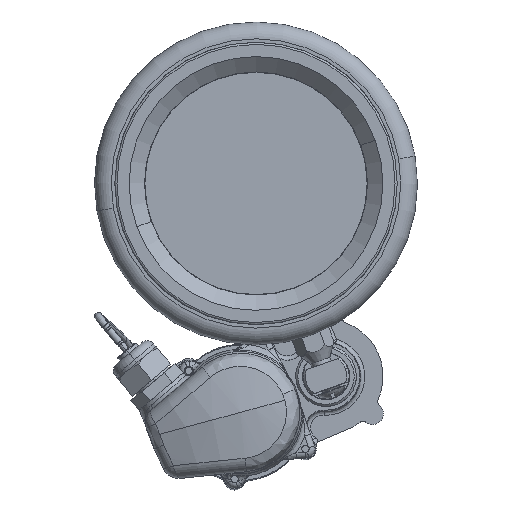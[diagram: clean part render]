
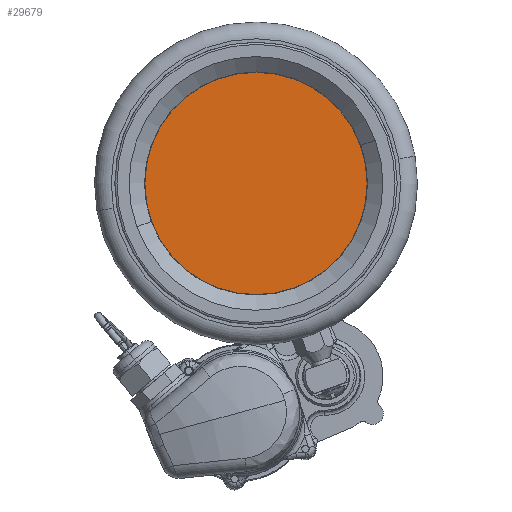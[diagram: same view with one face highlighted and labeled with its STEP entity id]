
A CAD part, top view. The second image highlights one B-rep face of the part: STEP entity #29679.
In plain terms, the highlighted planar face has unit normal (0, 0, 1).
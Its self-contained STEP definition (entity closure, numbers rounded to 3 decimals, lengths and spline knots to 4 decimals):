
#12433 = CARTESIAN_POINT ( 'NONE',  ( -1.6557, 0., 4.6435 ) ) ;
#12436 = CARTESIAN_POINT ( 'NONE',  ( 1.6558, 0., 4.6435 ) ) ;
#29679 = ADVANCED_FACE ( 'NONE', ( #63327 ), #86997, .T. ) ;
#38180 = AXIS2_PLACEMENT_3D ( 'NONE', #53185, #53187, #53189 ) ;
#38184 = AXIS2_PLACEMENT_3D ( 'NONE', #53205, #53207, #53209 ) ;
#46173 = ORIENTED_EDGE ( 'NONE', *, *, #61927, .F. ) ;
#46174 = ORIENTED_EDGE ( 'NONE', *, *, #61931, .F. ) ;
#49954 = CIRCLE ( 'NONE', #38180, 1.6557 ) ;
#49966 = CIRCLE ( 'NONE', #38184, 1.6557 ) ;
#51193 = VERTEX_POINT ( 'NONE', #12433 ) ;
#51199 = VERTEX_POINT ( 'NONE', #12436 ) ;
#53185 = CARTESIAN_POINT ( 'NONE',  ( 0., 0., 4.6435 ) ) ;
#53187 = DIRECTION ( 'NONE',  ( 0., 0., -1. ) ) ;
#53189 = DIRECTION ( 'NONE',  ( -1., 0., 0. ) ) ;
#53205 = CARTESIAN_POINT ( 'NONE',  ( 0., 0., 4.6435 ) ) ;
#53207 = DIRECTION ( 'NONE',  ( 0., 0., -1. ) ) ;
#53209 = DIRECTION ( 'NONE',  ( -1., 0., 0. ) ) ;
#56217 = EDGE_LOOP ( 'NONE', ( #46173, #46174 ) ) ;
#57687 = AXIS2_PLACEMENT_3D ( 'NONE', #86993, #87003, #87005 ) ;
#61927 = EDGE_CURVE ( 'NONE', #51193, #51199, #49954, .T. ) ;
#61931 = EDGE_CURVE ( 'NONE', #51199, #51193, #49966, .T. ) ;
#63327 = FACE_OUTER_BOUND ( 'NONE', #56217, .T. ) ;
#86993 = CARTESIAN_POINT ( 'NONE',  ( -2.0972, -2.0758, 4.6435 ) ) ;
#86997 = PLANE ( 'NONE',  #57687 ) ;
#87003 = DIRECTION ( 'NONE',  ( 0., 0., 1. ) ) ;
#87005 = DIRECTION ( 'NONE',  ( 1., 0., 0. ) ) ;
